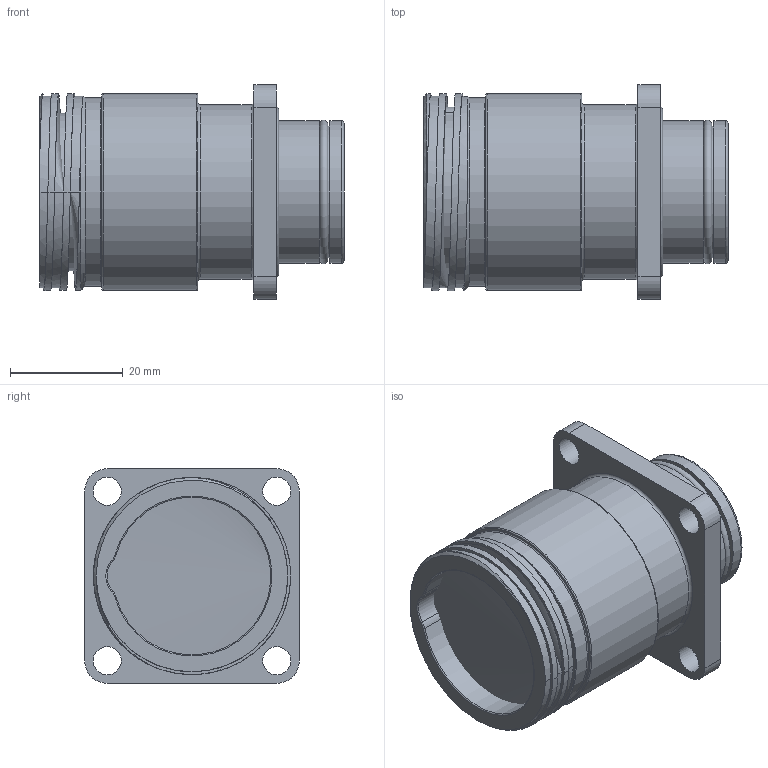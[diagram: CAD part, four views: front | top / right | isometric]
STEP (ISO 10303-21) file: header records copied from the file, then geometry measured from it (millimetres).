
FILE_DESCRIPTION(/* description */ (''),/* implementation_level */ '2;1');
FILE_NAME(/* name */ 'TrustLink MS FCR C 26 M.stp',/* time_stamp */ '2021-03-10T13:52:26+01:00',/* author */ ('sh'),/* organization */ (''),/* preprocessor_version */ 'ST-DEVELOPER v17.2',/* originating_system */ 'Autodesk Inventor 2019',/* authorisation */ '');
FILE_SCHEMA (('AUTOMOTIVE_DESIGN { 1 0 10303 214 3 1 1 }'));
Length unit declared in the file: millimetre
Products named in the file (1): TrustLink MS FCR C 26 M
Bounding box: 54 x 38.1 x 38.1 mm (x, y, z)
Volume: 29864.5 mm3; surface area: 16239.5 mm2
Topology: 2 solids, 2 shells, 818 faces, 2318 edges, 1593 vertices
Faces by surface type: plane 268, cylinder 226, bspline 170, cone 82, torus 46, sphere 26
Full cylindrical faces by diameter (mm): 0.5 x26, 1.02 x26, 1.1 x26, 1.8 x52, 2.3 x26, 5 x4, 20 x1, 23 x1, 23.4 x2, 24 x1, 24.5 x1, 25.35 x2, 27 x1, 28 x2, 30.2 x4, 30.8 x1, 31 x1, 33.5 x1, 34 x3, 35 x3
Entity records: 32449 total; most frequent: CARTESIAN_POINT 10973, ORIENTED_EDGE 4532, DIRECTION 3833, EDGE_CURVE 2266, VERTEX_POINT 1593, AXIS2_PLACEMENT_3D 1457, EDGE_LOOP 1027, LINE 919
